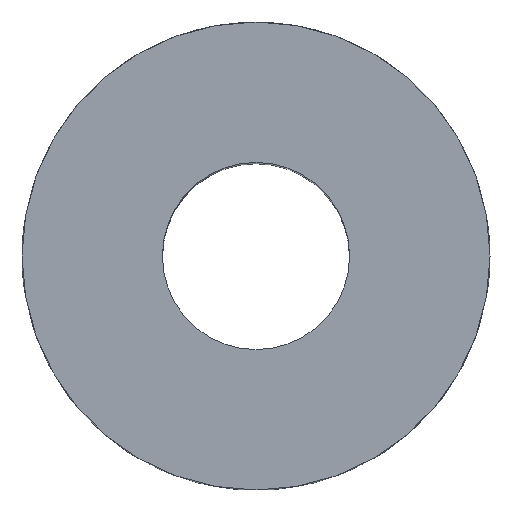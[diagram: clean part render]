
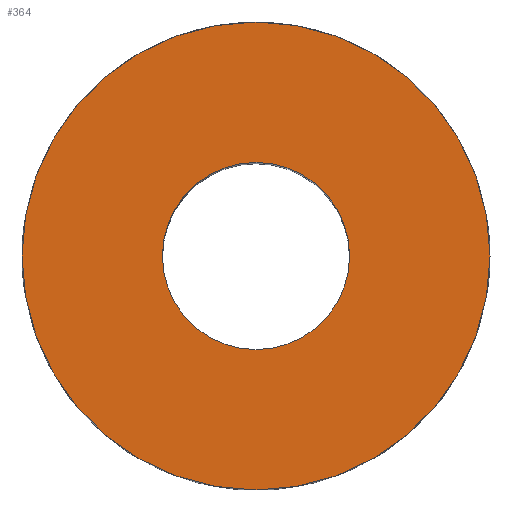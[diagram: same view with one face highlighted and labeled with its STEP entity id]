
A CAD part, top view. The second image highlights one B-rep face of the part: STEP entity #364.
In plain terms, the highlighted planar face has unit normal (0, 0, 1).
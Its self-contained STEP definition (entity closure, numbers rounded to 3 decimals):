
#18=FACE_BOUND('',#75,.T.);
#26=PLANE('',#412);
#35=CIRCLE('',#405,10.);
#36=CIRCLE('',#406,10.);
#37=CIRCLE('',#410,4.);
#38=CIRCLE('',#411,4.);
#55=FACE_OUTER_BOUND('',#74,.T.);
#74=EDGE_LOOP('',(#338,#339));
#75=EDGE_LOOP('',(#340,#341));
#176=VERTEX_POINT('',#796);
#177=VERTEX_POINT('',#797);
#178=VERTEX_POINT('',#807);
#179=VERTEX_POINT('',#808);
#224=EDGE_CURVE('',#176,#177,#35,.T.);
#225=EDGE_CURVE('',#177,#176,#36,.T.);
#230=EDGE_CURVE('',#178,#179,#37,.T.);
#231=EDGE_CURVE('',#179,#178,#38,.T.);
#338=ORIENTED_EDGE('',*,*,#224,.T.);
#339=ORIENTED_EDGE('',*,*,#225,.T.);
#340=ORIENTED_EDGE('',*,*,#230,.T.);
#341=ORIENTED_EDGE('',*,*,#231,.T.);
#364=ADVANCED_FACE('',(#55,#18),#26,.T.);
#405=AXIS2_PLACEMENT_3D('',#798,#473,#474);
#406=AXIS2_PLACEMENT_3D('',#799,#475,#476);
#410=AXIS2_PLACEMENT_3D('',#809,#487,#488);
#411=AXIS2_PLACEMENT_3D('',#810,#489,#490);
#412=AXIS2_PLACEMENT_3D('',#813,#493,#494);
#473=DIRECTION('center_axis',(0.,0.,1.));
#474=DIRECTION('ref_axis',(1.,0.,0.));
#475=DIRECTION('center_axis',(0.,0.,1.));
#476=DIRECTION('ref_axis',(1.,0.,0.));
#487=DIRECTION('center_axis',(0.,0.,-1.));
#488=DIRECTION('ref_axis',(1.,0.,0.));
#489=DIRECTION('center_axis',(0.,0.,-1.));
#490=DIRECTION('ref_axis',(1.,0.,0.));
#493=DIRECTION('center_axis',(0.,0.,1.));
#494=DIRECTION('ref_axis',(1.,0.,0.));
#796=CARTESIAN_POINT('',(10.,0.,33.));
#797=CARTESIAN_POINT('',(-10.,0.,33.));
#798=CARTESIAN_POINT('Origin',(0.,0.,33.));
#799=CARTESIAN_POINT('Origin',(0.,0.,33.));
#807=CARTESIAN_POINT('',(4.,0.,33.));
#808=CARTESIAN_POINT('',(-4.,0.,33.));
#809=CARTESIAN_POINT('Origin',(0.,0.,33.));
#810=CARTESIAN_POINT('Origin',(0.,0.,33.));
#813=CARTESIAN_POINT('Origin',(0.,0.,33.));
